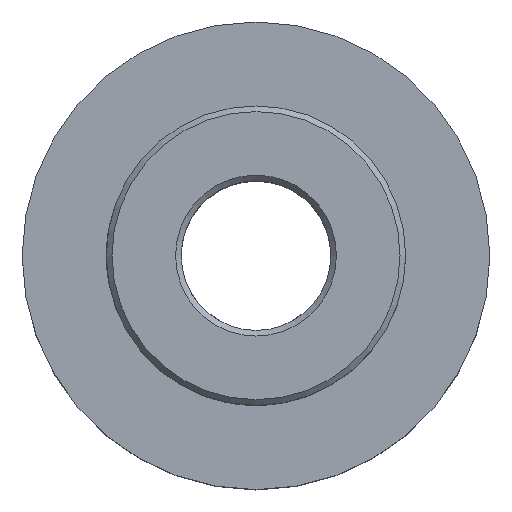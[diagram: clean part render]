
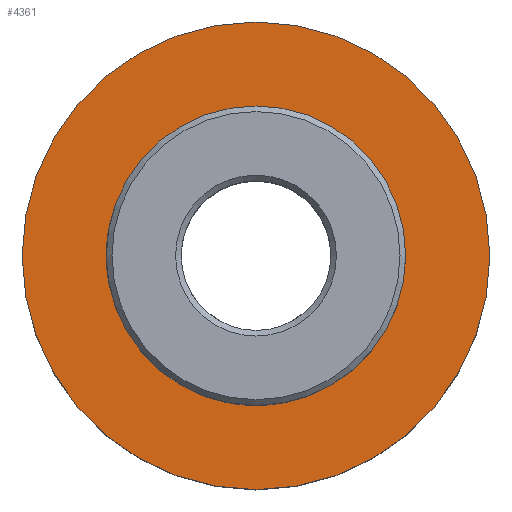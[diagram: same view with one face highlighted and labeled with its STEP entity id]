
A CAD part, top view. The second image highlights one B-rep face of the part: STEP entity #4361.
In plain terms, the highlighted planar face has unit normal (0, 0, 1).
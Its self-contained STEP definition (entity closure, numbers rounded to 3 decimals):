
#20=PLANE('',#5048);
#31=FACE_BOUND('',#510,.T.);
#270=FACE_OUTER_BOUND('',#509,.T.);
#509=EDGE_LOOP('',(#3457));
#510=EDGE_LOOP('',(#3458));
#1417=CIRCLE('',#5046,8.);
#1418=CIRCLE('',#5049,12.5);
#1868=VERTEX_POINT('',#8201);
#1869=VERTEX_POINT('',#8207);
#2542=EDGE_CURVE('',#1868,#1868,#1417,.T.);
#2544=EDGE_CURVE('',#1869,#1869,#1418,.T.);
#3457=ORIENTED_EDGE('',*,*,#2544,.T.);
#3458=ORIENTED_EDGE('',*,*,#2542,.T.);
#4361=ADVANCED_FACE('',(#270,#31),#20,.T.);
#5046=AXIS2_PLACEMENT_3D('',#8203,#6614,#6615);
#5048=AXIS2_PLACEMENT_3D('',#8206,#6619,#6620);
#5049=AXIS2_PLACEMENT_3D('',#8208,#6621,#6622);
#6614=DIRECTION('center_axis',(0.,0.,-1.));
#6615=DIRECTION('ref_axis',(-1.,0.,0.));
#6619=DIRECTION('center_axis',(0.,0.,1.));
#6620=DIRECTION('ref_axis',(-1.,0.,0.));
#6621=DIRECTION('center_axis',(0.,0.,1.));
#6622=DIRECTION('ref_axis',(-1.,0.,0.));
#8201=CARTESIAN_POINT('',(8.,0.,5.));
#8203=CARTESIAN_POINT('Origin',(0.,0.,5.));
#8206=CARTESIAN_POINT('Origin',(0.,0.,5.));
#8207=CARTESIAN_POINT('',(12.5,0.,5.));
#8208=CARTESIAN_POINT('Origin',(0.,0.,5.));
